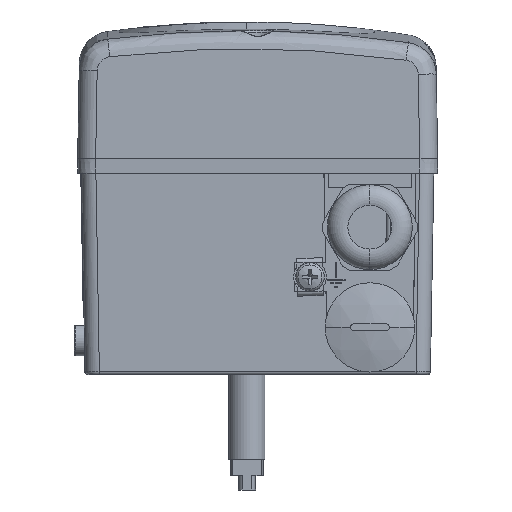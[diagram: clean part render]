
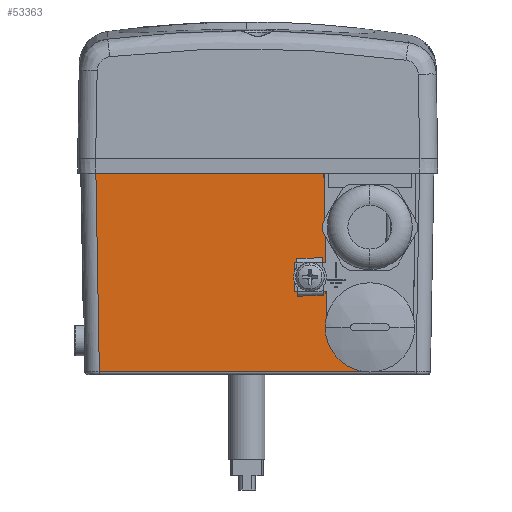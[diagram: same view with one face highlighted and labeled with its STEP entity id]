
A CAD part, left-side view. The second image highlights one B-rep face of the part: STEP entity #53363.
In plain terms, the highlighted planar face has unit normal (-1, 0, -0.018).
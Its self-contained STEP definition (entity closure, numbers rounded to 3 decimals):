
#340 = AXIS2_PLACEMENT_3D ( 'NONE', #19647, #57169, #25029 ) ;
#727 = ORIENTED_EDGE ( 'NONE', *, *, #15079, .F. ) ;
#920 = VECTOR ( 'NONE', #4967, 1000. ) ;
#1214 = DIRECTION ( 'NONE',  ( 0., -1., 0. ) ) ;
#1995 = CARTESIAN_POINT ( 'NONE',  ( -88.97, -30.318, -29.017 ) ) ;
#3478 = PLANE ( 'NONE',  #340 ) ;
#3604 = VERTEX_POINT ( 'NONE', #61585 ) ;
#3749 = CARTESIAN_POINT ( 'NONE',  ( -89.176, -19.14, -17.214 ) ) ;
#3974 = CARTESIAN_POINT ( 'NONE',  ( -89.143, -19.289, -19.095 ) ) ;
#4207 = CARTESIAN_POINT ( 'NONE',  ( -89.035, -22.417, -25.267 ) ) ;
#4967 = DIRECTION ( 'NONE',  ( 0., -1., 0. ) ) ;
#5228 = CARTESIAN_POINT ( 'NONE',  ( -89.497, -18.824, 1.198 ) ) ;
#6328 = CARTESIAN_POINT ( 'NONE',  ( -89.497, -10.146, 1.198 ) ) ;
#6465 = VECTOR ( 'NONE', #57451, 1000. ) ;
#6892 = ORIENTED_EDGE ( 'NONE', *, *, #50747, .F. ) ;
#7042 = VERTEX_POINT ( 'NONE', #5228 ) ;
#7424 = CARTESIAN_POINT ( 'NONE',  ( -89.497, -20.181, 1.198 ) ) ;
#7431 = EDGE_CURVE ( 'NONE', #16568, #53397, #15250, .T. ) ;
#7440 = VERTEX_POINT ( 'NONE', #39470 ) ;
#8475 = EDGE_CURVE ( 'NONE', #17501, #18734, #21233, .T. ) ;
#8721 = ORIENTED_EDGE ( 'NONE', *, *, #7431, .T. ) ;
#9369 = CARTESIAN_POINT ( 'NONE',  ( -89.102, -19.987, -21.511 ) ) ;
#9595 = CARTESIAN_POINT ( 'NONE',  ( -89.035, -22.431, -25.281 ) ) ;
#10671 = CARTESIAN_POINT ( 'NONE',  ( -89.356, -18.962, -6.875 ) ) ;
#10932 = CARTESIAN_POINT ( 'NONE',  ( -89.93, -18.399, 26. ) ) ;
#11816 = VECTOR ( 'NONE', #42782, 1000. ) ;
#12813 = DIRECTION ( 'NONE',  ( 0., 1., 0. ) ) ;
#13503 = LINE ( 'NONE', #53024, #920 ) ;
#13701 = VECTOR ( 'NONE', #27856, 1000. ) ;
#14738 = CARTESIAN_POINT ( 'NONE',  ( -89.068, -20.983, -23.444 ) ) ;
#14962 = CARTESIAN_POINT ( 'NONE',  ( -89.015, -23.519, -26.431 ) ) ;
#15079 = EDGE_CURVE ( 'NONE', #7440, #53095, #27953, .T. ) ;
#15250 = LINE ( 'NONE', #60882, #42099 ) ;
#15949 = CARTESIAN_POINT ( 'NONE',  ( -89.356, -10.144, -6.875 ) ) ;
#16568 = VERTEX_POINT ( 'NONE', #58485 ) ;
#17501 = VERTEX_POINT ( 'NONE', #3749 ) ;
#18734 = VERTEX_POINT ( 'NONE', #1995 ) ;
#19647 = CARTESIAN_POINT ( 'NONE',  ( -90., 49., 30. ) ) ;
#20130 = CARTESIAN_POINT ( 'NONE',  ( -89.05, -21.712, -24.454 ) ) ;
#20314 = EDGE_CURVE ( 'NONE', #3604, #7042, #67835, .T. ) ;
#20363 = CARTESIAN_POINT ( 'NONE',  ( -88.978, -27.498, -28.568 ) ) ;
#20723 = LINE ( 'NONE', #52052, #6465 ) ;
#21233 = B_SPLINE_CURVE_WITH_KNOTS ( 'NONE', 3,
 ( #36043, #68219, #3974, #41487, #9369, #46877, #14738, #52273, #20130, #57643, #25526, #63099, #30898, #68433, #36289, #4207, #41705, #9595, #47117, #14962, #52504, #20363, #57880, #25746 ),
 .UNSPECIFIED., .F., .F.,
 ( 4, 2, 2, 2, 2, 2, 1, 1, 1, 1, 2, 2, 2, 4 ),
 ( 0., 0.125, 0.25, 0.375, 0.438, 0.469, 0.484, 0.492, 0.496, 0.498, 0.499, 0.5, 0.75, 1. ),
 .UNSPECIFIED. ) ;
#21507 = ORIENTED_EDGE ( 'NONE', *, *, #65199, .T. ) ;
#23375 = ORIENTED_EDGE ( 'NONE', *, *, #20314, .F. ) ;
#25029 = DIRECTION ( 'NONE',  ( -0.017, 0., 1. ) ) ;
#25526 = CARTESIAN_POINT ( 'NONE',  ( -89.042, -22.077, -24.892 ) ) ;
#25746 = CARTESIAN_POINT ( 'NONE',  ( -88.97, -30.318, -29.017 ) ) ;
#27856 = DIRECTION ( 'NONE',  ( 0.017, 0., -1. ) ) ;
#27953 = LINE ( 'NONE', #6328, #13701 ) ;
#28684 = DIRECTION ( 'NONE',  ( 0.017, -0.017, -1. ) ) ;
#30898 = CARTESIAN_POINT ( 'NONE',  ( -89.038, -22.28, -25.12 ) ) ;
#33319 = EDGE_CURVE ( 'NONE', #63811, #17501, #51248, .T. ) ;
#34483 = VECTOR ( 'NONE', #12813, 1000. ) ;
#36043 = CARTESIAN_POINT ( 'NONE',  ( -89.176, -19.14, -17.214 ) ) ;
#36173 = LINE ( 'NONE', #7424, #34483 ) ;
#36289 = CARTESIAN_POINT ( 'NONE',  ( -89.036, -22.397, -25.246 ) ) ;
#39470 = CARTESIAN_POINT ( 'NONE',  ( -89.497, -10.146, 1.198 ) ) ;
#41487 = CARTESIAN_POINT ( 'NONE',  ( -89.115, -19.705, -20.758 ) ) ;
#41705 = CARTESIAN_POINT ( 'NONE',  ( -89.035, -22.425, -25.275 ) ) ;
#41747 = ORIENTED_EDGE ( 'NONE', *, *, #33319, .F. ) ;
#41789 = FACE_OUTER_BOUND ( 'NONE', #63224, .T. ) ;
#42099 = VECTOR ( 'NONE', #28684, 1000. ) ;
#42782 = DIRECTION ( 'NONE',  ( 0.017, -0.017, -1. ) ) ;
#46115 = ORIENTED_EDGE ( 'NONE', *, *, #8475, .F. ) ;
#46559 = CARTESIAN_POINT ( 'NONE',  ( -89.356, -18.962, -6.875 ) ) ;
#46877 = CARTESIAN_POINT ( 'NONE',  ( -89.078, -20.626, -22.854 ) ) ;
#47117 = CARTESIAN_POINT ( 'NONE',  ( -89.035, -22.432, -25.283 ) ) ;
#48952 = ORIENTED_EDGE ( 'NONE', *, *, #58852, .T. ) ;
#49016 = LINE ( 'NONE', #54939, #61593 ) ;
#50747 = EDGE_CURVE ( 'NONE', #7042, #7440, #36173, .T. ) ;
#51248 = LINE ( 'NONE', #10671, #11816 ) ;
#52052 = CARTESIAN_POINT ( 'NONE',  ( -89.93, 49., 26. ) ) ;
#52245 = CARTESIAN_POINT ( 'NONE',  ( -88.97, 43.97, -29.017 ) ) ;
#52273 = CARTESIAN_POINT ( 'NONE',  ( -89.054, -21.529, -24.216 ) ) ;
#52504 = CARTESIAN_POINT ( 'NONE',  ( -89., -24.796, -27.325 ) ) ;
#53024 = CARTESIAN_POINT ( 'NONE',  ( -89.356, -10.181, -6.875 ) ) ;
#53095 = VERTEX_POINT ( 'NONE', #15949 ) ;
#53363 = ADVANCED_FACE ( 'NONE', ( #41789 ), #3478, .T. ) ;
#53397 = VERTEX_POINT ( 'NONE', #52245 ) ;
#53550 = ORIENTED_EDGE ( 'NONE', *, *, #61817, .F. ) ;
#53588 = VECTOR ( 'NONE', #53851, 1000. ) ;
#53851 = DIRECTION ( 'NONE',  ( 0.017, -0.017, -1. ) ) ;
#54939 = CARTESIAN_POINT ( 'NONE',  ( -88.97, 49., -29.017 ) ) ;
#57169 = DIRECTION ( 'NONE',  ( -1., 0., -0.017 ) ) ;
#57451 = DIRECTION ( 'NONE',  ( 0., 1., 0. ) ) ;
#57643 = CARTESIAN_POINT ( 'NONE',  ( -89.044, -21.986, -24.786 ) ) ;
#57880 = CARTESIAN_POINT ( 'NONE',  ( -88.972, -28.923, -28.917 ) ) ;
#58485 = CARTESIAN_POINT ( 'NONE',  ( -89.93, 44.931, 26. ) ) ;
#58852 = EDGE_CURVE ( 'NONE', #53397, #18734, #49016, .T. ) ;
#60882 = CARTESIAN_POINT ( 'NONE',  ( -89.93, 44.931, 26. ) ) ;
#61585 = CARTESIAN_POINT ( 'NONE',  ( -89.93, -18.399, 26. ) ) ;
#61593 = VECTOR ( 'NONE', #1214, 1000. ) ;
#61817 = EDGE_CURVE ( 'NONE', #53095, #63811, #13503, .T. ) ;
#63099 = CARTESIAN_POINT ( 'NONE',  ( -89.039, -22.213, -25.045 ) ) ;
#63224 = EDGE_LOOP ( 'NONE', ( #21507, #8721, #48952, #46115, #41747, #53550, #727, #6892, #23375 ) ) ;
#63811 = VERTEX_POINT ( 'NONE', #46559 ) ;
#65199 = EDGE_CURVE ( 'NONE', #3604, #16568, #20723, .T. ) ;
#67835 = LINE ( 'NONE', #10932, #53588 ) ;
#68219 = CARTESIAN_POINT ( 'NONE',  ( -89.159, -19.156, -18.185 ) ) ;
#68433 = CARTESIAN_POINT ( 'NONE',  ( -89.036, -22.358, -25.204 ) ) ;
